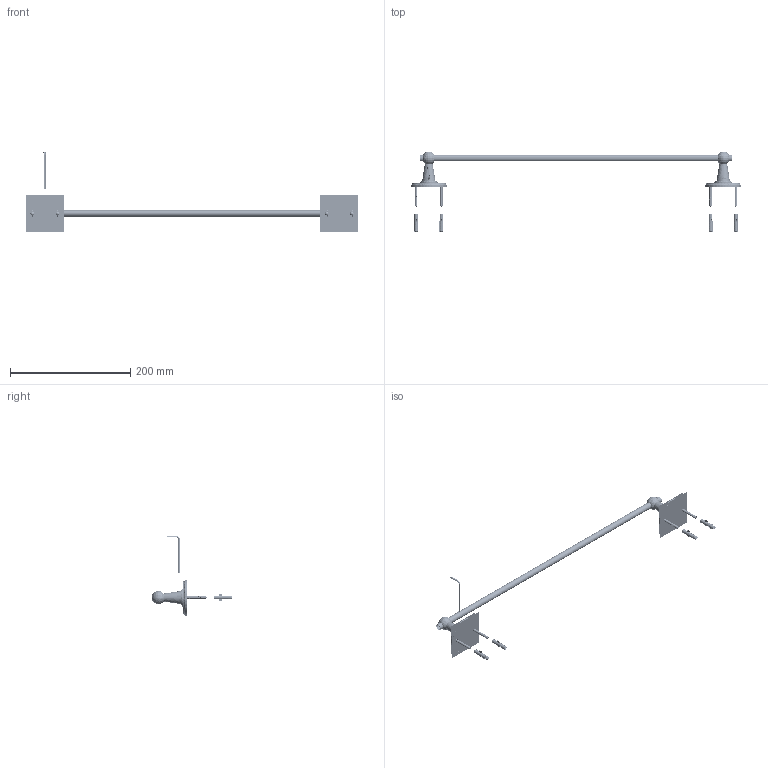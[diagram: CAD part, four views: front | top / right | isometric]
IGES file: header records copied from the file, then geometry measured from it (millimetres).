
Start section:  PTC IGES file: 2004136.igs
Global section: file name: 2004136.igs; native system: Pro/ENGINEER by Parametric Technology Corporation; preprocessor: 2008230; author: Administrator; organization: Unknown; date: 20140606.104359; units: millimetre
Bounding box: 552.4 x 134.32 x 134.11 mm (x, y, z)
Volume: 80213.4 mm3; surface area: 379637.6 mm2
Topology: 18 solids, 22 shells, 2564 faces, 13272 edges, 16822 vertices
Faces by surface type: revolution 1500, bspline 1064
